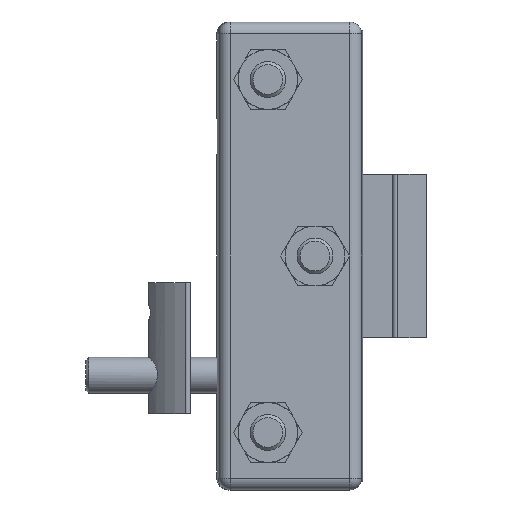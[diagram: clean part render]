
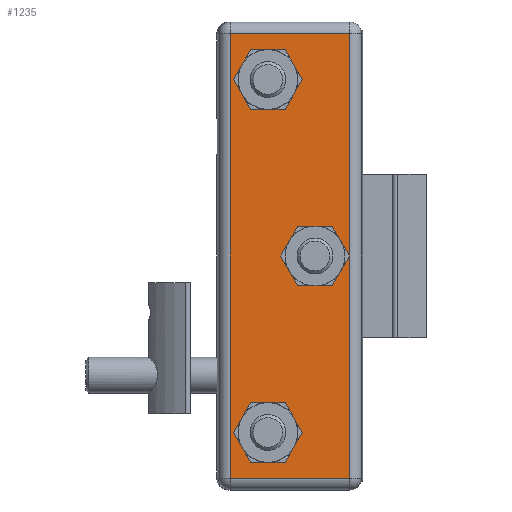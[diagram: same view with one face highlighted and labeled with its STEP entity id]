
A CAD part, left-side view. The second image highlights one B-rep face of the part: STEP entity #1235.
In plain terms, the highlighted planar face has unit normal (-1, 0, 0).
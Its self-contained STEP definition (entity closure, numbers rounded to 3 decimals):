
#1235=ADVANCED_FACE('',(#1517,#1518,#1519,#1520),#1521,.F.);
#1517=FACE_BOUND('',#1922,.T.);
#1518=FACE_BOUND('',#1923,.T.);
#1519=FACE_OUTER_BOUND('',#1924,.T.);
#1520=FACE_BOUND('',#1925,.T.);
#1521=PLANE('',#1926);
#1922=EDGE_LOOP('',(#2695,#2696,#2697,#2698,#2699,#2700));
#1923=EDGE_LOOP('',(#2701,#2702,#2703,#2704,#2705,#2706));
#1924=EDGE_LOOP('',(#2707,#2708,#2709,#2710));
#1925=EDGE_LOOP('',(#2711,#2712,#2713,#2714,#2715,#2716));
#1926=AXIS2_PLACEMENT_3D('',#2717,#2718,#2719);
#2695=ORIENTED_EDGE('',*,*,#3735,.T.);
#2696=ORIENTED_EDGE('',*,*,#3736,.T.);
#2697=ORIENTED_EDGE('',*,*,#3737,.T.);
#2698=ORIENTED_EDGE('',*,*,#3738,.T.);
#2699=ORIENTED_EDGE('',*,*,#3739,.T.);
#2700=ORIENTED_EDGE('',*,*,#3740,.T.);
#2701=ORIENTED_EDGE('',*,*,#3741,.T.);
#2702=ORIENTED_EDGE('',*,*,#3742,.T.);
#2703=ORIENTED_EDGE('',*,*,#3743,.T.);
#2704=ORIENTED_EDGE('',*,*,#3744,.T.);
#2705=ORIENTED_EDGE('',*,*,#3745,.T.);
#2706=ORIENTED_EDGE('',*,*,#3746,.T.);
#2707=ORIENTED_EDGE('',*,*,#3747,.T.);
#2708=ORIENTED_EDGE('',*,*,#3748,.F.);
#2709=ORIENTED_EDGE('',*,*,#3749,.F.);
#2710=ORIENTED_EDGE('',*,*,#3750,.T.);
#2711=ORIENTED_EDGE('',*,*,#3751,.T.);
#2712=ORIENTED_EDGE('',*,*,#3752,.T.);
#2713=ORIENTED_EDGE('',*,*,#3753,.T.);
#2714=ORIENTED_EDGE('',*,*,#3754,.T.);
#2715=ORIENTED_EDGE('',*,*,#3755,.T.);
#2716=ORIENTED_EDGE('',*,*,#3756,.T.);
#2717=CARTESIAN_POINT('',(-15.5,10.014,37.25));
#2718=DIRECTION('',(1.0,0.0,0.0));
#2719=DIRECTION('',(0.0,1.0,0.0));
#3735=EDGE_CURVE('',#4296,#4297,#4298,.T.);
#3736=EDGE_CURVE('',#4297,#4299,#4300,.T.);
#3737=EDGE_CURVE('',#4299,#4301,#4302,.T.);
#3738=EDGE_CURVE('',#4301,#4303,#4304,.T.);
#3739=EDGE_CURVE('',#4303,#4305,#4306,.T.);
#3740=EDGE_CURVE('',#4305,#4296,#4307,.T.);
#3741=EDGE_CURVE('',#4308,#4309,#4310,.T.);
#3742=EDGE_CURVE('',#4309,#4311,#4312,.T.);
#3743=EDGE_CURVE('',#4311,#4313,#4314,.T.);
#3744=EDGE_CURVE('',#4313,#4315,#4316,.T.);
#3745=EDGE_CURVE('',#4315,#4317,#4318,.T.);
#3746=EDGE_CURVE('',#4317,#4308,#4319,.T.);
#3747=EDGE_CURVE('',#4320,#4321,#4322,.T.);
#3748=EDGE_CURVE('',#4323,#4321,#4324,.T.);
#3749=EDGE_CURVE('',#4325,#4323,#4326,.T.);
#3750=EDGE_CURVE('',#4325,#4320,#4327,.T.);
#3751=EDGE_CURVE('',#4328,#4329,#4330,.T.);
#3752=EDGE_CURVE('',#4329,#4331,#4332,.T.);
#3753=EDGE_CURVE('',#4331,#4333,#4334,.T.);
#3754=EDGE_CURVE('',#4333,#4335,#4336,.T.);
#3755=EDGE_CURVE('',#4335,#4337,#4338,.T.);
#3756=EDGE_CURVE('',#4337,#4328,#4339,.T.);
#4296=VERTEX_POINT('',#5496);
#4297=VERTEX_POINT('',#5497);
#4298=LINE('',#5498,#5499);
#4299=VERTEX_POINT('',#5500);
#4300=LINE('',#5501,#5502);
#4301=VERTEX_POINT('',#5503);
#4302=LINE('',#5504,#5505);
#4303=VERTEX_POINT('',#5506);
#4304=LINE('',#5507,#5508);
#4305=VERTEX_POINT('',#5509);
#4306=LINE('',#5510,#5511);
#4307=LINE('',#5512,#5513);
#4308=VERTEX_POINT('',#5514);
#4309=VERTEX_POINT('',#5515);
#4310=LINE('',#5516,#5517);
#4311=VERTEX_POINT('',#5518);
#4312=LINE('',#5519,#5520);
#4313=VERTEX_POINT('',#5521);
#4314=LINE('',#5522,#5523);
#4315=VERTEX_POINT('',#5524);
#4316=LINE('',#5525,#5526);
#4317=VERTEX_POINT('',#5527);
#4318=LINE('',#5528,#5529);
#4319=LINE('',#5530,#5531);
#4320=VERTEX_POINT('',#5532);
#4321=VERTEX_POINT('',#5533);
#4322=LINE('',#5534,#5535);
#4323=VERTEX_POINT('',#5536);
#4324=LINE('',#5537,#5538);
#4325=VERTEX_POINT('',#5539);
#4326=LINE('',#5540,#5541);
#4327=LINE('',#5542,#5543);
#4328=VERTEX_POINT('',#5544);
#4329=VERTEX_POINT('',#5545);
#4330=LINE('',#5546,#5547);
#4331=VERTEX_POINT('',#5548);
#4332=LINE('',#5549,#5550);
#4333=VERTEX_POINT('',#5551);
#4334=LINE('',#5552,#5553);
#4335=VERTEX_POINT('',#5554);
#4336=LINE('',#5555,#5556);
#4337=VERTEX_POINT('',#5557);
#4338=LINE('',#5558,#5559);
#4339=LINE('',#5560,#5561);
#5496=CARTESIAN_POINT('',(-15.5,6.587,34.6));
#5497=CARTESIAN_POINT('',(-15.5,0.813,34.6));
#5498=CARTESIAN_POINT('',(-15.5,6.587,34.6));
#5499=VECTOR('',#6341,1.0);
#5500=CARTESIAN_POINT('',(-15.5,-2.074,29.6));
#5501=CARTESIAN_POINT('',(-15.5,0.813,34.6));
#5502=VECTOR('',#6342,1.0);
#5503=CARTESIAN_POINT('',(-15.5,0.813,24.6));
#5504=CARTESIAN_POINT('',(-15.5,-2.074,29.6));
#5505=VECTOR('',#6343,1.0);
#5506=CARTESIAN_POINT('',(-15.5,6.587,24.6));
#5507=CARTESIAN_POINT('',(-15.5,0.813,24.6));
#5508=VECTOR('',#6344,1.0);
#5509=CARTESIAN_POINT('',(-15.5,9.474,29.6));
#5510=CARTESIAN_POINT('',(-15.5,6.587,24.6));
#5511=VECTOR('',#6345,1.0);
#5512=CARTESIAN_POINT('',(-15.5,9.474,29.6));
#5513=VECTOR('',#6346,1.0);
#5514=CARTESIAN_POINT('',(-15.5,6.587,-24.6));
#5515=CARTESIAN_POINT('',(-15.5,0.813,-24.6));
#5516=CARTESIAN_POINT('',(-15.5,6.587,-24.6));
#5517=VECTOR('',#6347,1.0);
#5518=CARTESIAN_POINT('',(-15.5,-2.074,-29.6));
#5519=CARTESIAN_POINT('',(-15.5,0.813,-24.6));
#5520=VECTOR('',#6348,1.0);
#5521=CARTESIAN_POINT('',(-15.5,0.813,-34.6));
#5522=CARTESIAN_POINT('',(-15.5,-2.074,-29.6));
#5523=VECTOR('',#6349,1.0);
#5524=CARTESIAN_POINT('',(-15.5,6.587,-34.6));
#5525=CARTESIAN_POINT('',(-15.5,0.813,-34.6));
#5526=VECTOR('',#6350,1.0);
#5527=CARTESIAN_POINT('',(-15.5,9.474,-29.6));
#5528=CARTESIAN_POINT('',(-15.5,6.587,-34.6));
#5529=VECTOR('',#6351,1.0);
#5530=CARTESIAN_POINT('',(-15.5,9.474,-29.6));
#5531=VECTOR('',#6352,1.0);
#5532=CARTESIAN_POINT('',(-15.5,10.014,-37.25));
#5533=CARTESIAN_POINT('',(-15.5,-10.014,-37.25));
#5534=CARTESIAN_POINT('',(-15.5,10.014,-37.25));
#5535=VECTOR('',#6353,1.0);
#5536=CARTESIAN_POINT('',(-15.5,-10.014,37.25));
#5537=CARTESIAN_POINT('',(-15.5,-10.014,37.25));
#5538=VECTOR('',#6354,1.0);
#5539=CARTESIAN_POINT('',(-15.5,10.014,37.25));
#5540=CARTESIAN_POINT('',(-15.5,10.014,37.25));
#5541=VECTOR('',#6355,1.0);
#5542=CARTESIAN_POINT('',(-15.5,10.014,37.25));
#5543=VECTOR('',#6356,1.0);
#5544=CARTESIAN_POINT('',(-15.5,-1.313,5.0));
#5545=CARTESIAN_POINT('',(-15.5,-7.087,5.0));
#5546=CARTESIAN_POINT('',(-15.5,-1.313,5.0));
#5547=VECTOR('',#6357,1.0);
#5548=CARTESIAN_POINT('',(-15.5,-9.974,0.0));
#5549=CARTESIAN_POINT('',(-15.5,-7.087,5.0));
#5550=VECTOR('',#6358,1.0);
#5551=CARTESIAN_POINT('',(-15.5,-7.087,-5.0));
#5552=CARTESIAN_POINT('',(-15.5,-9.974,0.0));
#5553=VECTOR('',#6359,1.0);
#5554=CARTESIAN_POINT('',(-15.5,-1.313,-5.0));
#5555=CARTESIAN_POINT('',(-15.5,-7.087,-5.0));
#5556=VECTOR('',#6360,1.0);
#5557=CARTESIAN_POINT('',(-15.5,1.574,0.0));
#5558=CARTESIAN_POINT('',(-15.5,-1.313,-5.0));
#5559=VECTOR('',#6361,1.0);
#5560=CARTESIAN_POINT('',(-15.5,1.574,0.0));
#5561=VECTOR('',#6362,1.0);
#6341=DIRECTION('',(0.0,-1.0,0.0));
#6342=DIRECTION('',(0.0,-0.5,-0.866));
#6343=DIRECTION('',(0.0,0.5,-0.866));
#6344=DIRECTION('',(0.0,1.0,0.0));
#6345=DIRECTION('',(0.0,0.5,0.866));
#6346=DIRECTION('',(0.0,-0.5,0.866));
#6347=DIRECTION('',(0.0,-1.0,0.0));
#6348=DIRECTION('',(0.0,-0.5,-0.866));
#6349=DIRECTION('',(0.0,0.5,-0.866));
#6350=DIRECTION('',(0.0,1.0,0.0));
#6351=DIRECTION('',(0.0,0.5,0.866));
#6352=DIRECTION('',(0.0,-0.5,0.866));
#6353=DIRECTION('',(0.0,-1.0,0.0));
#6354=DIRECTION('',(0.0,0.0,-1.0));
#6355=DIRECTION('',(0.0,-1.0,0.0));
#6356=DIRECTION('',(0.0,0.0,-1.0));
#6357=DIRECTION('',(0.0,-1.0,0.0));
#6358=DIRECTION('',(0.0,-0.5,-0.866));
#6359=DIRECTION('',(0.0,0.5,-0.866));
#6360=DIRECTION('',(0.0,1.0,0.0));
#6361=DIRECTION('',(0.0,0.5,0.866));
#6362=DIRECTION('',(0.0,-0.5,0.866));
